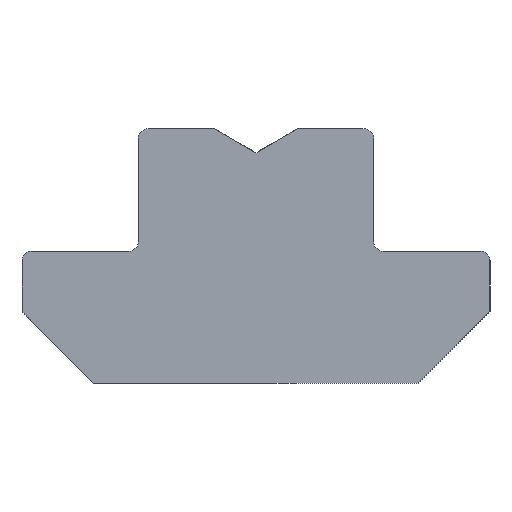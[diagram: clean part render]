
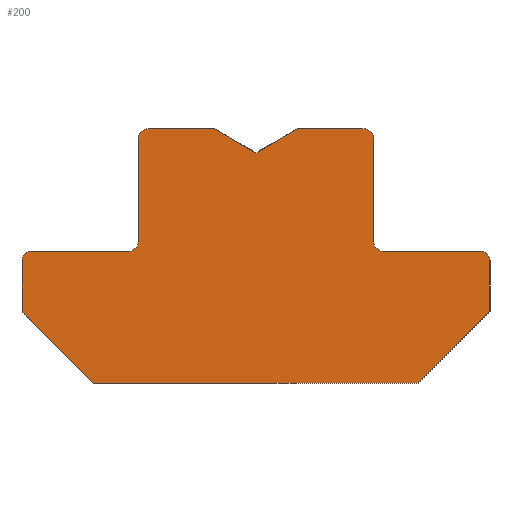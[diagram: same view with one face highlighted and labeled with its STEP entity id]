
A CAD part, left-side view. The second image highlights one B-rep face of the part: STEP entity #200.
In plain terms, the highlighted planar face has unit normal (-1, 0, 0).
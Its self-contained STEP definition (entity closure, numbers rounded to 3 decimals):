
#200=ADVANCED_FACE('',(#228),#229,.F.);
#228=FACE_OUTER_BOUND('',#274,.T.);
#229=PLANE('',#275);
#274=EDGE_LOOP('',(#349,#350,#351,#352,#353,#354,#355,#356,#357,#358,#359,#360,#361,#362,#363,#364,#365,#366,#367));
#275=AXIS2_PLACEMENT_3D('',#368,#369,#370);
#349=ORIENTED_EDGE('',*,*,#518,.F.);
#350=ORIENTED_EDGE('',*,*,#519,.T.);
#351=ORIENTED_EDGE('',*,*,#520,.F.);
#352=ORIENTED_EDGE('',*,*,#521,.F.);
#353=ORIENTED_EDGE('',*,*,#500,.F.);
#354=ORIENTED_EDGE('',*,*,#512,.F.);
#355=ORIENTED_EDGE('',*,*,#517,.F.);
#356=ORIENTED_EDGE('',*,*,#506,.F.);
#357=ORIENTED_EDGE('',*,*,#522,.F.);
#358=ORIENTED_EDGE('',*,*,#523,.F.);
#359=ORIENTED_EDGE('',*,*,#524,.T.);
#360=ORIENTED_EDGE('',*,*,#525,.F.);
#361=ORIENTED_EDGE('',*,*,#526,.F.);
#362=ORIENTED_EDGE('',*,*,#504,.F.);
#363=ORIENTED_EDGE('',*,*,#527,.T.);
#364=ORIENTED_EDGE('',*,*,#528,.T.);
#365=ORIENTED_EDGE('',*,*,#529,.T.);
#366=ORIENTED_EDGE('',*,*,#530,.F.);
#367=ORIENTED_EDGE('',*,*,#531,.F.);
#368=CARTESIAN_POINT('',(-10.0,9.75,5.1));
#369=DIRECTION('',(1.0,0.0,0.));
#370=DIRECTION('',(0.,1.0,0.));
#500=EDGE_CURVE('',#562,#564,#565,.F.);
#504=EDGE_CURVE('',#570,#572,#573,.T.);
#506=EDGE_CURVE('',#575,#576,#577,.F.);
#512=EDGE_CURVE('',#586,#562,#588,.T.);
#517=EDGE_CURVE('',#576,#586,#594,.T.);
#518=EDGE_CURVE('',#595,#596,#597,.F.);
#519=EDGE_CURVE('',#595,#598,#599,.T.);
#520=EDGE_CURVE('',#600,#598,#601,.F.);
#521=EDGE_CURVE('',#564,#600,#602,.F.);
#522=EDGE_CURVE('',#603,#575,#604,.F.);
#523=EDGE_CURVE('',#605,#603,#606,.T.);
#524=EDGE_CURVE('',#605,#607,#608,.T.);
#525=EDGE_CURVE('',#609,#607,#610,.F.);
#526=EDGE_CURVE('',#572,#609,#611,.F.);
#527=EDGE_CURVE('',#570,#612,#613,.T.);
#528=EDGE_CURVE('',#612,#614,#615,.F.);
#529=EDGE_CURVE('',#614,#616,#617,.T.);
#530=EDGE_CURVE('',#618,#616,#619,.F.);
#531=EDGE_CURVE('',#596,#618,#620,.F.);
#562=VERTEX_POINT('',#665);
#564=VERTEX_POINT('',#668);
#565=LINE('',#669,#670);
#570=VERTEX_POINT('',#677);
#572=VERTEX_POINT('',#680);
#573=LINE('',#681,#682);
#575=VERTEX_POINT('',#685);
#576=VERTEX_POINT('',#686);
#577=LINE('',#687,#688);
#586=VERTEX_POINT('',#700);
#588=LINE('',#703,#704);
#594=LINE('',#713,#714);
#595=VERTEX_POINT('',#715);
#596=VERTEX_POINT('',#716);
#597=LINE('',#717,#718);
#598=VERTEX_POINT('',#719);
#599=CIRCLE('',#720,0.4);
#600=VERTEX_POINT('',#721);
#601=LINE('',#722,#723);
#602=CIRCLE('',#724,0.4);
#603=VERTEX_POINT('',#725);
#604=CIRCLE('',#726,0.4);
#605=VERTEX_POINT('',#727);
#606=LINE('',#728,#729);
#607=VERTEX_POINT('',#730);
#608=CIRCLE('',#731,0.4);
#609=VERTEX_POINT('',#732);
#610=LINE('',#733,#734);
#611=CIRCLE('',#735,0.4);
#612=VERTEX_POINT('',#736);
#613=LINE('',#737,#738);
#614=VERTEX_POINT('',#739);
#615=LINE('',#740,#741);
#616=VERTEX_POINT('',#742);
#617=LINE('',#743,#744);
#618=VERTEX_POINT('',#745);
#619=LINE('',#746,#747);
#620=CIRCLE('',#748,0.4);
#665=CARTESIAN_POINT('',(-10.0,-1.732,5.1));
#668=CARTESIAN_POINT('',(-10.0,-4.5,5.1));
#669=CARTESIAN_POINT('',(-10.0,9.75,5.1));
#670=VECTOR('',#811,1.0);
#677=CARTESIAN_POINT('',(-10.0,9.75,-2.5));
#680=CARTESIAN_POINT('',(-10.0,9.75,-0.4));
#681=CARTESIAN_POINT('',(-10.0,9.75,5.1));
#682=VECTOR('',#815,1.0);
#685=CARTESIAN_POINT('',(-10.0,4.5,5.1));
#686=CARTESIAN_POINT('',(-10.0,1.732,5.1));
#687=CARTESIAN_POINT('',(-10.0,9.75,5.1));
#688=VECTOR('',#817,1.0);
#700=CARTESIAN_POINT('',(-10.0,0.,4.1));
#703=CARTESIAN_POINT('',(-10.0,0.,4.1));
#704=VECTOR('',#825,1.0);
#713=CARTESIAN_POINT('',(-10.0,1.732,5.1));
#714=VECTOR('',#832,1.0);
#715=CARTESIAN_POINT('',(-10.0,-5.3,0.));
#716=CARTESIAN_POINT('',(-10.0,-9.35,0.));
#717=CARTESIAN_POINT('',(-10.0,9.75,0.));
#718=VECTOR('',#833,1.0);
#719=CARTESIAN_POINT('',(-10.0,-4.9,0.4));
#720=AXIS2_PLACEMENT_3D('',#834,#835,#836);
#721=CARTESIAN_POINT('',(-10.0,-4.9,4.7));
#722=CARTESIAN_POINT('',(-10.0,-4.9,5.1));
#723=VECTOR('',#837,1.0);
#724=AXIS2_PLACEMENT_3D('',#838,#839,#840);
#725=CARTESIAN_POINT('',(-10.0,4.9,4.7));
#726=AXIS2_PLACEMENT_3D('',#841,#842,#843);
#727=CARTESIAN_POINT('',(-10.0,4.9,0.4));
#728=CARTESIAN_POINT('',(-10.0,4.9,5.1));
#729=VECTOR('',#844,1.0);
#730=CARTESIAN_POINT('',(-10.0,5.3,0.));
#731=AXIS2_PLACEMENT_3D('',#845,#846,#847);
#732=CARTESIAN_POINT('',(-10.0,9.35,0.));
#733=CARTESIAN_POINT('',(-10.0,9.75,0.));
#734=VECTOR('',#848,1.0);
#735=AXIS2_PLACEMENT_3D('',#849,#850,#851);
#736=CARTESIAN_POINT('',(-10.0,6.75,-5.5));
#737=CARTESIAN_POINT('',(-10.0,9.75,-2.5));
#738=VECTOR('',#852,1.0);
#739=CARTESIAN_POINT('',(-10.0,-6.75,-5.5));
#740=CARTESIAN_POINT('',(-10.0,-6.75,-5.5));
#741=VECTOR('',#853,1.0);
#742=CARTESIAN_POINT('',(-10.0,-9.75,-2.5));
#743=CARTESIAN_POINT('',(-10.0,-9.75,-2.5));
#744=VECTOR('',#854,1.0);
#745=CARTESIAN_POINT('',(-10.0,-9.75,-0.4));
#746=CARTESIAN_POINT('',(-10.0,-9.75,5.1));
#747=VECTOR('',#855,1.0);
#748=AXIS2_PLACEMENT_3D('',#856,#857,#858);
#811=DIRECTION('',(0.,1.0,0.));
#815=DIRECTION('',(0.,0.,1.0));
#817=DIRECTION('',(0.,1.0,0.));
#825=DIRECTION('',(0.,-0.866,0.5));
#832=DIRECTION('',(0.,-0.866,-0.5));
#833=DIRECTION('',(0.,1.0,0.));
#834=CARTESIAN_POINT('',(-10.0,-5.3,0.4));
#835=DIRECTION('',(1.0,0.0,0.));
#836=DIRECTION('',(0.,1.0,0.));
#837=DIRECTION('',(0.,0.,1.0));
#838=CARTESIAN_POINT('',(-10.0,-4.5,4.7));
#839=DIRECTION('',(-1.0,0.0,0.));
#840=DIRECTION('',(0.,-1.0,0.));
#841=CARTESIAN_POINT('',(-10.0,4.5,4.7));
#842=DIRECTION('',(-1.0,0.0,0.));
#843=DIRECTION('',(0.,-1.0,0.));
#844=DIRECTION('',(0.,0.,1.0));
#845=CARTESIAN_POINT('',(-10.0,5.3,0.4));
#846=DIRECTION('',(1.0,0.0,0.));
#847=DIRECTION('',(0.,1.0,0.));
#848=DIRECTION('',(0.,1.0,0.));
#849=CARTESIAN_POINT('',(-10.0,9.35,-0.4));
#850=DIRECTION('',(-1.0,0.0,0.));
#851=DIRECTION('',(0.,-1.0,0.));
#852=DIRECTION('',(0.,-0.707,-0.707));
#853=DIRECTION('',(0.,1.0,0.));
#854=DIRECTION('',(0.,-0.707,0.707));
#855=DIRECTION('',(0.,0.,1.0));
#856=CARTESIAN_POINT('',(-10.0,-9.35,-0.4));
#857=DIRECTION('',(-1.0,0.0,0.));
#858=DIRECTION('',(0.,-1.0,0.));
